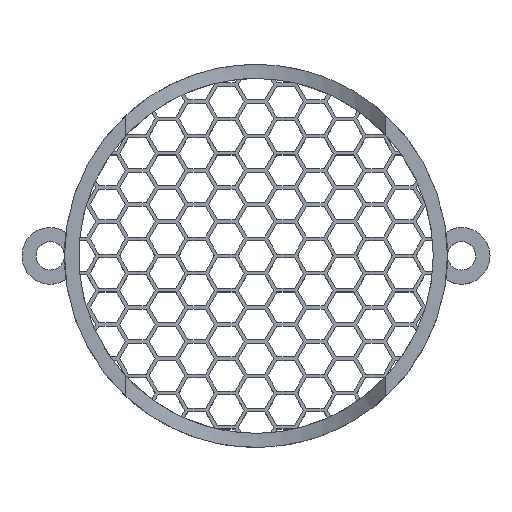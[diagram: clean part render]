
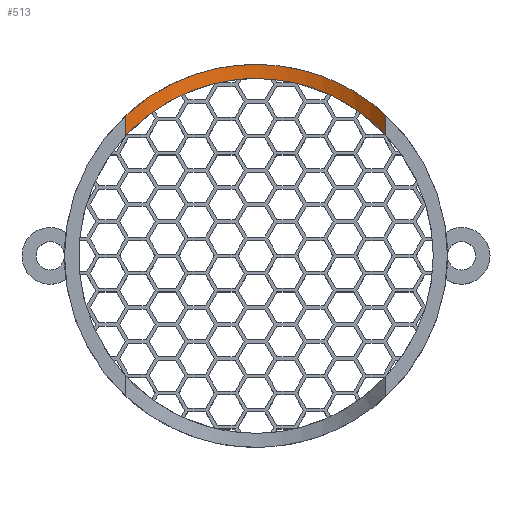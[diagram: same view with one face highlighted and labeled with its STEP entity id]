
A CAD part, top view. The second image highlights one B-rep face of the part: STEP entity #513.
In plain terms, the highlighted cylindrical face has radius 25 mm (diameter 50 mm), a partial arc.
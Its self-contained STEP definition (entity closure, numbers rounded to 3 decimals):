
#74 = VERTEX_POINT('',#75);
#75 = CARTESIAN_POINT('',(18.33,19.824,20.));
#82 = EDGE_CURVE('',#83,#74,#85,.T.);
#83 = VERTEX_POINT('',#84);
#84 = CARTESIAN_POINT('',(-18.33,19.824,20.));
#85 = B_SPLINE_CURVE_WITH_KNOTS('',8,(#86,#87,#88,#89,#90,#91,#92,#93,
    #94,#95,#96,#97,#98,#99,#100,#101,#102,#103,#104,#105,#106,#107,#108
    ,#109,#110,#111,#112,#113,#114,#115,#116,#117,#118,#119,#120,#121,
    #122,#123,#124,#125,#126,#127,#128,#129,#130,#131,#132,#133,#134,
    #135,#136,#137,#138,#139,#140,#141,#142,#143),.UNSPECIFIED.,.F.,.F.,
  (9,7,7,7,7,7,7,7,9),(0.,0.305,0.382,0.422,
    0.498,0.578,0.618,0.695,1.),
  .UNSPECIFIED.);
#86 = CARTESIAN_POINT('',(-18.33,19.824,20.));
#87 = CARTESIAN_POINT('',(-17.477,20.614,19.08
    ));
#88 = CARTESIAN_POINT('',(-16.552,21.391,
    18.188));
#89 = CARTESIAN_POINT('',(-15.548,22.153,
    17.326));
#90 = CARTESIAN_POINT('',(-14.455,22.895,
    16.494));
#91 = CARTESIAN_POINT('',(-13.265,23.61,
    15.701));
#92 = CARTESIAN_POINT('',(-11.967,24.285,
    14.957));
#93 = CARTESIAN_POINT('',(-10.554,24.905,
    14.277));
#94 = CARTESIAN_POINT('',(-8.634,25.585,
    13.535));
#95 = CARTESIAN_POINT('',(-8.241,25.717,
    13.391));
#96 = CARTESIAN_POINT('',(-7.839,25.844,
    13.253));
#97 = CARTESIAN_POINT('',(-7.43,25.966,
    13.121));
#98 = CARTESIAN_POINT('',(-7.014,26.081,
    12.996));
#99 = CARTESIAN_POINT('',(-6.59,26.19,
    12.877));
#100 = CARTESIAN_POINT('',(-6.16,26.292,
    12.767));
#101 = CARTESIAN_POINT('',(-5.494,26.436,
    12.61));
#102 = CARTESIAN_POINT('',(-5.265,26.484,
    12.559));
#103 = CARTESIAN_POINT('',(-5.034,26.529,
    12.51));
#104 = CARTESIAN_POINT('',(-4.801,26.572,
    12.463));
#105 = CARTESIAN_POINT('',(-4.566,26.613,
    12.418));
#106 = CARTESIAN_POINT('',(-4.33,26.652,
    12.376));
#107 = CARTESIAN_POINT('',(-4.092,26.689,
    12.336));
#108 = CARTESIAN_POINT('',(-3.394,26.79,
    12.227));
#109 = CARTESIAN_POINT('',(-2.93,26.848,
    12.165));
#110 = CARTESIAN_POINT('',(-2.461,26.897,
    12.112));
#111 = CARTESIAN_POINT('',(-1.988,26.936,
    12.069));
#112 = CARTESIAN_POINT('',(-1.512,26.967,
    12.036));
#113 = CARTESIAN_POINT('',(-1.034,26.987,
    12.014));
#114 = CARTESIAN_POINT('',(-0.555,26.999,
    12.002));
#115 = CARTESIAN_POINT('',(0.424,27.001,11.999
    ));
#116 = CARTESIAN_POINT('',(0.924,26.992,
    12.009));
#117 = CARTESIAN_POINT('',(1.423,26.972,
    12.03));
#118 = CARTESIAN_POINT('',(1.919,26.942,12.062
    ));
#119 = CARTESIAN_POINT('',(2.413,26.902,12.106
    ));
#120 = CARTESIAN_POINT('',(2.902,26.851,
    12.161));
#121 = CARTESIAN_POINT('',(3.387,26.791,
    12.226));
#122 = CARTESIAN_POINT('',(4.103,26.688,12.338
    ));
#123 = CARTESIAN_POINT('',(4.339,26.651,
    12.377));
#124 = CARTESIAN_POINT('',(4.574,26.612,12.419
    ));
#125 = CARTESIAN_POINT('',(4.807,26.571,
    12.464));
#126 = CARTESIAN_POINT('',(5.039,26.528,
    12.511));
#127 = CARTESIAN_POINT('',(5.268,26.483,
    12.56));
#128 = CARTESIAN_POINT('',(5.496,26.436,12.611)
  );
#129 = CARTESIAN_POINT('',(6.163,26.291,12.767
    ));
#130 = CARTESIAN_POINT('',(6.597,26.188,
    12.879));
#131 = CARTESIAN_POINT('',(7.023,26.079,
    12.998));
#132 = CARTESIAN_POINT('',(7.441,25.963,13.124
    ));
#133 = CARTESIAN_POINT('',(7.853,25.84,
    13.257));
#134 = CARTESIAN_POINT('',(8.256,25.713,13.396
    ));
#135 = CARTESIAN_POINT('',(8.652,25.58,13.541
    ));
#136 = CARTESIAN_POINT('',(10.57,24.898,
    14.285));
#137 = CARTESIAN_POINT('',(11.979,24.279,
    14.964));
#138 = CARTESIAN_POINT('',(13.274,23.604,
    15.707));
#139 = CARTESIAN_POINT('',(14.462,22.891,
    16.499));
#140 = CARTESIAN_POINT('',(15.553,22.149,
    17.33));
#141 = CARTESIAN_POINT('',(16.555,21.388,
    18.191));
#142 = CARTESIAN_POINT('',(17.478,20.612,
    19.081));
#143 = CARTESIAN_POINT('',(18.33,19.824,20.));
#418 = EDGE_CURVE('',#419,#74,#421,.T.);
#419 = VERTEX_POINT('',#420);
#420 = CARTESIAN_POINT('',(18.33,17.,20.));
#421 = LINE('',#422,#423);
#422 = CARTESIAN_POINT('',(18.33,30.,20.));
#423 = VECTOR('',#424,1.);
#424 = DIRECTION('',(0.,1.,0.));
#492 = EDGE_CURVE('',#493,#83,#495,.T.);
#493 = VERTEX_POINT('',#494);
#494 = CARTESIAN_POINT('',(-18.33,17.,20.));
#495 = LINE('',#496,#497);
#496 = CARTESIAN_POINT('',(-18.33,30.,20.));
#497 = VECTOR('',#498,1.);
#498 = DIRECTION('',(0.,1.,0.));
#513 = ADVANCED_FACE('',(#514),#535,.F.);
#514 = FACE_BOUND('',#515,.T.);
#515 = EDGE_LOOP('',(#516,#525,#526,#527,#528));
#516 = ORIENTED_EDGE('',*,*,#517,.T.);
#517 = EDGE_CURVE('',#518,#419,#520,.T.);
#518 = VERTEX_POINT('',#519);
#519 = CARTESIAN_POINT('',(0.,25.,12.));
#520 = ELLIPSE('',#521,35.355,25.);
#521 = AXIS2_PLACEMENT_3D('',#522,#523,#524);
#522 = CARTESIAN_POINT('',(0.,0.,37.));
#523 = DIRECTION('',(0.,-0.707,-0.707));
#524 = DIRECTION('',(0.,0.707,-0.707));
#525 = ORIENTED_EDGE('',*,*,#418,.T.);
#526 = ORIENTED_EDGE('',*,*,#82,.F.);
#527 = ORIENTED_EDGE('',*,*,#492,.F.);
#528 = ORIENTED_EDGE('',*,*,#529,.T.);
#529 = EDGE_CURVE('',#493,#518,#530,.T.);
#530 = ELLIPSE('',#531,35.355,25.);
#531 = AXIS2_PLACEMENT_3D('',#532,#533,#534);
#532 = CARTESIAN_POINT('',(0.,0.,37.));
#533 = DIRECTION('',(0.,-0.707,-0.707));
#534 = DIRECTION('',(0.,0.707,-0.707));
#535 = CYLINDRICAL_SURFACE('',#536,25.);
#536 = AXIS2_PLACEMENT_3D('',#537,#538,#539);
#537 = CARTESIAN_POINT('',(0.,30.,37.));
#538 = DIRECTION('',(-0.,1.,0.));
#539 = DIRECTION('',(1.,0.,0.));
